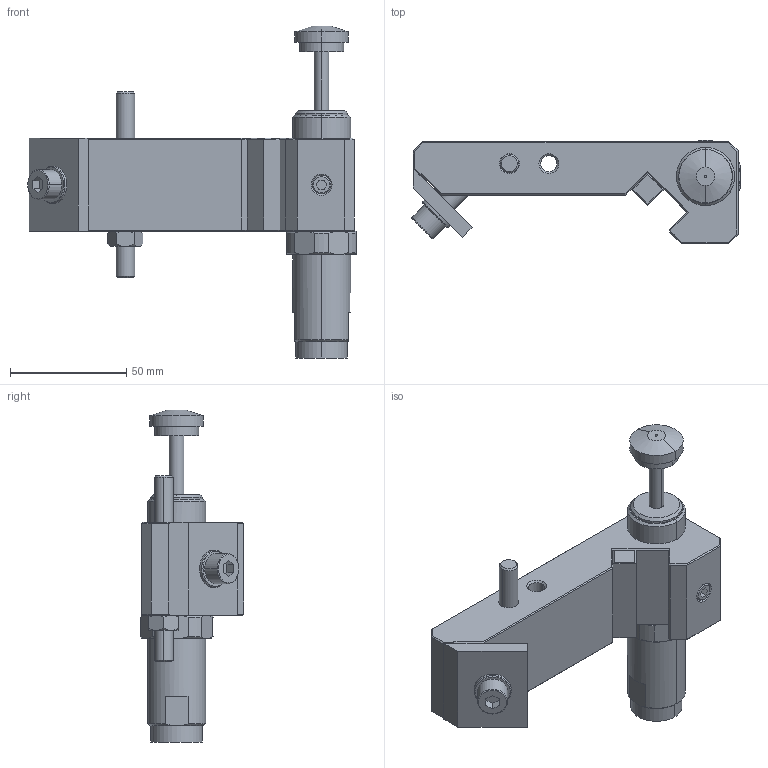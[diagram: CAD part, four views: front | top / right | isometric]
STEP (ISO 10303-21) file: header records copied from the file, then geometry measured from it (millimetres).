
FILE_DESCRIPTION(( 'AS-63A.STEP' ), '1');
FILE_NAME( 'AS-63A.STEP', '2021-05-17T09:48:09',( 'Sopra'),('sopra-pneumatic.com'), 'SwSTEP 2.0','SolidWorks 2009','' );
FILE_SCHEMA (( 'CONFIG_CONTROL_DESIGN' ));
Length unit declared in the file: millimetre
Products named in the file (8): _KM25; _SC650EUM-1(Standard_Standard_Standard_-)_p1; 1638-0021_Modell_Anschlag AS 63 verstellbar; Gewindestift M8x80; SC650EUM-1; _SC650EUM-1(Standard_Standard)_p2; Mutter M8 DIN 934; 1638-0000_Modell_Anschlag AS 63 verstellbar
Assembly tree (7 placements, depth 3):
  1638-0000_Modell_Anschlag AS 63 verstellbar
    1638-0021_Modell_Anschlag AS 63 verstellbar
    Gewindestift M8x80
    _KM25
    Mutter M8 DIN 934
    SC650EUM-1
      _SC650EUM-1(Standard_Standard_Standard_-)_p1
      _SC650EUM-1(Standard_Standard)_p2
Bounding box: 141.61 x 44.76 x 143 mm (x, y, z)
Volume: 198546.2 mm3; surface area: 45815.1 mm2
Topology: 6 solids, 7 shells, 261 faces, 589 edges, 354 vertices
Faces by surface type: plane 138, cone 73, cylinder 46, torus 2, bspline 2
Entity records: 8290 total; most frequent: CARTESIAN_POINT 1623, DIRECTION 1242, ORIENTED_EDGE 1174, EDGE_CURVE 587, AXIS2_PLACEMENT_3D 453, VERTEX_POINT 354, LINE 336, VECTOR 336
